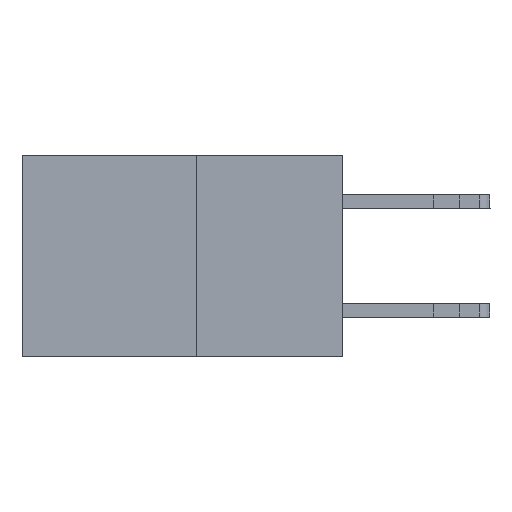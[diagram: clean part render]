
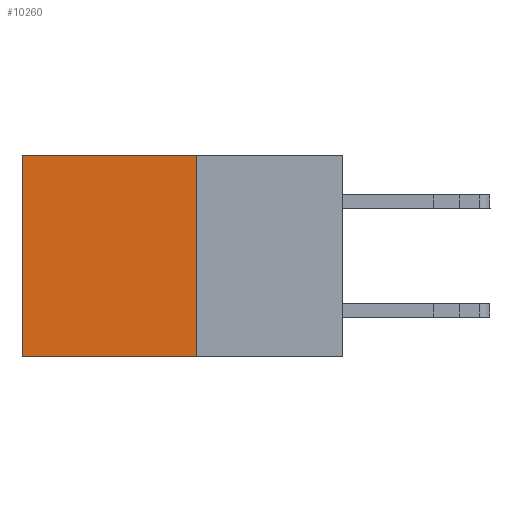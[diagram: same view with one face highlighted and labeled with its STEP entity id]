
A CAD part, left-side view. The second image highlights one B-rep face of the part: STEP entity #10260.
In plain terms, the highlighted planar face has unit normal (-1, 0, 0).
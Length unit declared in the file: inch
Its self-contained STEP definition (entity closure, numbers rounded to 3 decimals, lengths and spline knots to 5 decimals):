
#694 = VECTOR ( 'NONE', #15094, 39.37008 ) ;
#1310 = EDGE_CURVE ( 'NONE', #7959, #10391, #19008, .T. ) ;
#2732 = VECTOR ( 'NONE', #16442, 39.37008 ) ;
#3041 = EDGE_CURVE ( 'NONE', #19084, #6427, #19377, .T. ) ;
#4134 = EDGE_CURVE ( 'NONE', #10391, #6427, #4740, .T. ) ;
#4663 = CARTESIAN_POINT ( 'NONE',  ( 0.277, 0.27, -0.37 ) ) ;
#4740 = LINE ( 'NONE', #15160, #694 ) ;
#5090 = CARTESIAN_POINT ( 'NONE',  ( 0.277, 0.59, -0.37 ) ) ;
#6427 = VERTEX_POINT ( 'NONE', #5090 ) ;
#6742 = LINE ( 'NONE', #17741, #14475 ) ;
#6960 = DIRECTION ( 'NONE',  ( 0., 1., 0. ) ) ;
#7688 = FACE_OUTER_BOUND ( 'NONE', #12683, .T. ) ;
#7959 = VERTEX_POINT ( 'NONE', #11389 ) ;
#9939 = ORIENTED_EDGE ( 'NONE', *, *, #3041, .T. ) ;
#10260 = ADVANCED_FACE ( 'NONE', ( #7688 ), #14086, .F. ) ;
#10391 = VERTEX_POINT ( 'NONE', #12720 ) ;
#10880 = ORIENTED_EDGE ( 'NONE', *, *, #1310, .F. ) ;
#11313 = VECTOR ( 'NONE', #11494, 39.37008 ) ;
#11389 = CARTESIAN_POINT ( 'NONE',  ( 0.277, 0.27, 0. ) ) ;
#11494 = DIRECTION ( 'NONE',  ( 0., 0., -1. ) ) ;
#12683 = EDGE_LOOP ( 'NONE', ( #9939, #13977, #10880, #14950 ) ) ;
#12720 = CARTESIAN_POINT ( 'NONE',  ( 0.277, 0.27, -0.37 ) ) ;
#13158 = EDGE_CURVE ( 'NONE', #7959, #19084, #6742, .T. ) ;
#13908 = DIRECTION ( 'NONE',  ( 0., 0., -1. ) ) ;
#13927 = DIRECTION ( 'NONE',  ( 1., 0., 0. ) ) ;
#13977 = ORIENTED_EDGE ( 'NONE', *, *, #4134, .F. ) ;
#14066 = CARTESIAN_POINT ( 'NONE',  ( 0.277, 0.27, -0.37 ) ) ;
#14086 = PLANE ( 'NONE',  #14265 ) ;
#14265 = AXIS2_PLACEMENT_3D ( 'NONE', #14066, #13927, #13908 ) ;
#14475 = VECTOR ( 'NONE', #6960, 39.37008 ) ;
#14950 = ORIENTED_EDGE ( 'NONE', *, *, #13158, .T. ) ;
#14985 = CARTESIAN_POINT ( 'NONE',  ( 0.277, 0.59, 0. ) ) ;
#15094 = DIRECTION ( 'NONE',  ( 0., 1., 0. ) ) ;
#15160 = CARTESIAN_POINT ( 'NONE',  ( 0.277, 0.27, -0.37 ) ) ;
#15894 = CARTESIAN_POINT ( 'NONE',  ( 0.277, 0.59, -0.37 ) ) ;
#16442 = DIRECTION ( 'NONE',  ( 0., 0., -1. ) ) ;
#17741 = CARTESIAN_POINT ( 'NONE',  ( 0.277, 0.27, 0. ) ) ;
#19008 = LINE ( 'NONE', #4663, #2732 ) ;
#19084 = VERTEX_POINT ( 'NONE', #14985 ) ;
#19377 = LINE ( 'NONE', #15894, #11313 ) ;
